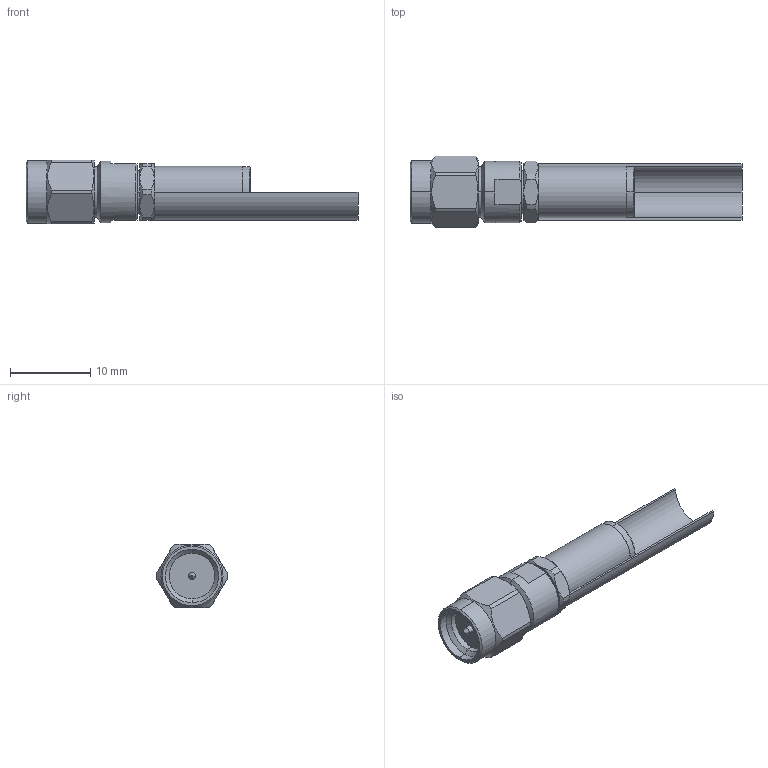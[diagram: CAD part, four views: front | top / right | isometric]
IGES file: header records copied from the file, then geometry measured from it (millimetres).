
Start section: SolidWorks IGES file using analytic representation for surfaces
Global section: file name: R125.078.000G.IGS; native system: SolidWorks 2011; preprocessor: SolidWorks 2011; author: han_j; date: 120514.104742; units: millimetre
Bounding box: 41.38 x 8.9 x 7.94 mm (x, y, z)
Volume: 1132.8 mm3; surface area: 1180.4 mm2
Topology: 1 solids, 1 shells, 99 faces, 232 edges, 143 vertices
Faces by surface type: revolution 69, plane 30
